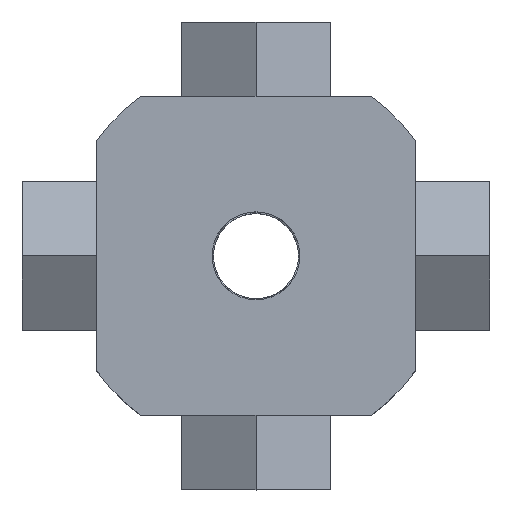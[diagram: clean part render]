
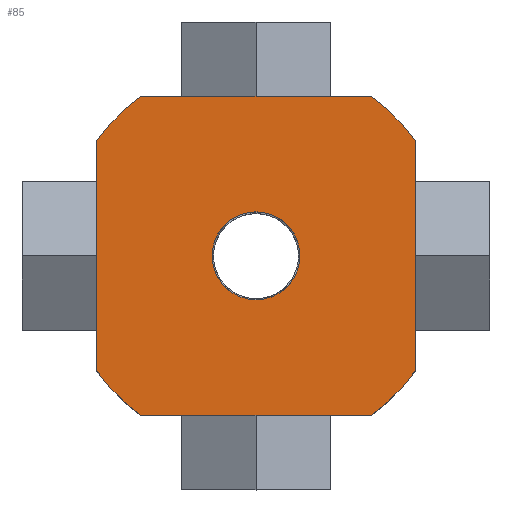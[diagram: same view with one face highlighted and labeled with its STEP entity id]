
A CAD part, top view. The second image highlights one B-rep face of the part: STEP entity #85.
In plain terms, the highlighted planar face has unit normal (0, 0, 1).
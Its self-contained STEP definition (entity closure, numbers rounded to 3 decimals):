
#85 = ADVANCED_FACE( '', ( #164, #165 ), #166, .F. );
#164 = FACE_BOUND( '', #309, .T. );
#165 = FACE_OUTER_BOUND( '', #310, .T. );
#166 = PLANE( '', #311 );
#309 = EDGE_LOOP( '', ( #517 ) );
#310 = EDGE_LOOP( '', ( #518, #519, #520, #521, #522, #523, #524, #525 ) );
#311 = AXIS2_PLACEMENT_3D( '', #526, #527, #528 );
#517 = ORIENTED_EDGE( '', *, *, #950, .T. );
#518 = ORIENTED_EDGE( '', *, *, #951, .T. );
#519 = ORIENTED_EDGE( '', *, *, #952, .F. );
#520 = ORIENTED_EDGE( '', *, *, #953, .T. );
#521 = ORIENTED_EDGE( '', *, *, #954, .F. );
#522 = ORIENTED_EDGE( '', *, *, #923, .T. );
#523 = ORIENTED_EDGE( '', *, *, #955, .F. );
#524 = ORIENTED_EDGE( '', *, *, #937, .T. );
#525 = ORIENTED_EDGE( '', *, *, #956, .F. );
#526 = CARTESIAN_POINT( '', ( -7.5, 7.5, 14.2 ) );
#527 = DIRECTION( '', ( 0., 0., -1. ) );
#528 = DIRECTION( '', ( -1., 0., 0. ) );
#923 = EDGE_CURVE( '', #1085, #1083, #1086, .T. );
#937 = EDGE_CURVE( '', #1111, #1109, #1112, .T. );
#950 = EDGE_CURVE( '', #1133, #1133, #1134, .T. );
#951 = EDGE_CURVE( '', #1135, #1136, #1137, .T. );
#952 = EDGE_CURVE( '', #1138, #1136, #1139, .T. );
#953 = EDGE_CURVE( '', #1138, #1140, #1141, .T. );
#954 = EDGE_CURVE( '', #1085, #1140, #1142, .T. );
#955 = EDGE_CURVE( '', #1111, #1083, #1143, .T. );
#956 = EDGE_CURVE( '', #1135, #1109, #1144, .T. );
#1083 = VERTEX_POINT( '', #1392 );
#1085 = VERTEX_POINT( '', #1395 );
#1086 = LINE( '', #1396, #1397 );
#1109 = VERTEX_POINT( '', #1432 );
#1111 = VERTEX_POINT( '', #1435 );
#1112 = LINE( '', #1436, #1437 );
#1133 = VERTEX_POINT( '', #1468 );
#1134 = CIRCLE( '', #1469, 2.067 );
#1135 = VERTEX_POINT( '', #1470 );
#1136 = VERTEX_POINT( '', #1471 );
#1137 = LINE( '', #1472, #1473 );
#1138 = VERTEX_POINT( '', #1474 );
#1139 = CIRCLE( '', #1475, 9.25 );
#1140 = VERTEX_POINT( '', #1476 );
#1141 = LINE( '', #1477, #1478 );
#1142 = CIRCLE( '', #1479, 9.25 );
#1143 = CIRCLE( '', #1480, 9.25 );
#1144 = CIRCLE( '', #1481, 9.25 );
#1392 = CARTESIAN_POINT( '', ( 7.5, 5.414, 14.2 ) );
#1395 = CARTESIAN_POINT( '', ( 7.5, -5.414, 14.2 ) );
#1396 = CARTESIAN_POINT( '', ( 7.5, -7.5, 14.2 ) );
#1397 = VECTOR( '', #1726, 1000. );
#1432 = CARTESIAN_POINT( '', ( -5.414, 7.5, 14.2 ) );
#1435 = CARTESIAN_POINT( '', ( 5.414, 7.5, 14.2 ) );
#1436 = CARTESIAN_POINT( '', ( 7.5, 7.5, 14.2 ) );
#1437 = VECTOR( '', #1740, 1000. );
#1468 = CARTESIAN_POINT( '', ( 0., -2.067, 14.2 ) );
#1469 = AXIS2_PLACEMENT_3D( '', #1757, #1758, #1759 );
#1470 = CARTESIAN_POINT( '', ( -7.5, 5.414, 14.2 ) );
#1471 = CARTESIAN_POINT( '', ( -7.5, -5.414, 14.2 ) );
#1472 = CARTESIAN_POINT( '', ( -7.5, 7.5, 14.2 ) );
#1473 = VECTOR( '', #1760, 1000. );
#1474 = CARTESIAN_POINT( '', ( -5.414, -7.5, 14.2 ) );
#1475 = AXIS2_PLACEMENT_3D( '', #1761, #1762, #1763 );
#1476 = CARTESIAN_POINT( '', ( 5.414, -7.5, 14.2 ) );
#1477 = CARTESIAN_POINT( '', ( -7.5, -7.5, 14.2 ) );
#1478 = VECTOR( '', #1764, 1000. );
#1479 = AXIS2_PLACEMENT_3D( '', #1765, #1766, #1767 );
#1480 = AXIS2_PLACEMENT_3D( '', #1768, #1769, #1770 );
#1481 = AXIS2_PLACEMENT_3D( '', #1771, #1772, #1773 );
#1726 = DIRECTION( '', ( 0., 1., 0. ) );
#1740 = DIRECTION( '', ( -1., 0., 0. ) );
#1757 = CARTESIAN_POINT( '', ( 0., 0., 14.2 ) );
#1758 = DIRECTION( '', ( 0., 0., -1. ) );
#1759 = DIRECTION( '', ( 0., -1., 0. ) );
#1760 = DIRECTION( '', ( 0., -1., 0. ) );
#1761 = CARTESIAN_POINT( '', ( 0., 0., 14.2 ) );
#1762 = DIRECTION( '', ( 0., 0., -1. ) );
#1763 = DIRECTION( '', ( 1., 0., 0. ) );
#1764 = DIRECTION( '', ( 1., 0., 0. ) );
#1765 = CARTESIAN_POINT( '', ( 0., 0., 14.2 ) );
#1766 = DIRECTION( '', ( 0., 0., -1. ) );
#1767 = DIRECTION( '', ( 1., 0., 0. ) );
#1768 = CARTESIAN_POINT( '', ( 0., 0., 14.2 ) );
#1769 = DIRECTION( '', ( 0., 0., -1. ) );
#1770 = DIRECTION( '', ( 1., 0., 0. ) );
#1771 = CARTESIAN_POINT( '', ( 0., 0., 14.2 ) );
#1772 = DIRECTION( '', ( 0., 0., -1. ) );
#1773 = DIRECTION( '', ( 1., 0., 0. ) );
